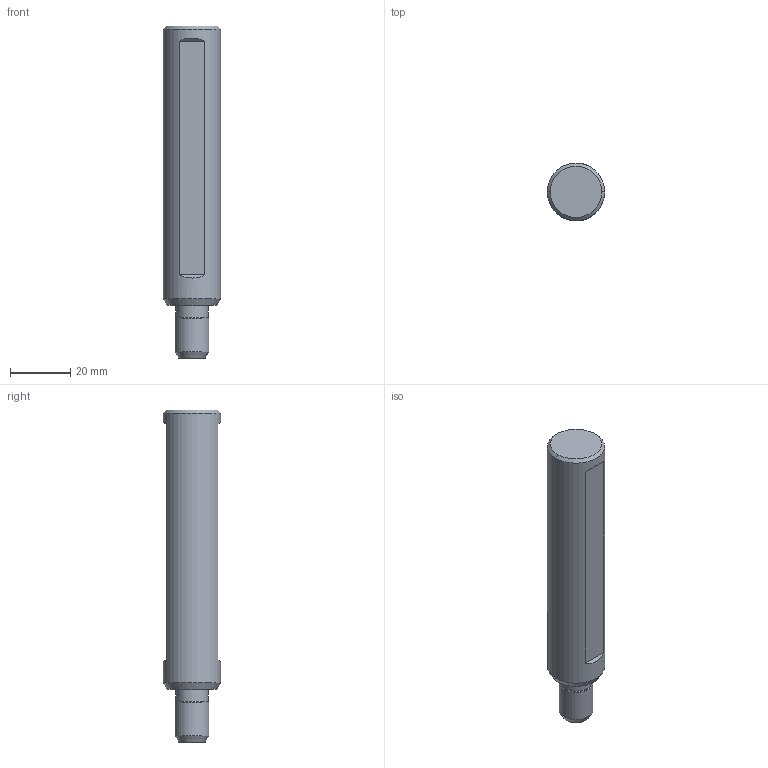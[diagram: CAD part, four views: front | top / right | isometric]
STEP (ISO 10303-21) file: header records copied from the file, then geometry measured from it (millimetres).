
FILE_DESCRIPTION(/* description */ (''),/* implementation_level */ '2;1');
FILE_NAME(/* name */ '1646639280716.stp',/* time_stamp */ '2022-03-07T13:18:22+06:00',/* author */ (''),/* organization */ ('SMS'),/* preprocessor_version */ 'ST-DEVELOPER v16.7',/* originating_system */ 'SIEMENS PLM Software NX 12.0',/* authorisation */ '');
FILE_SCHEMA (('AUTOMOTIVE_DESIGN { 1 0 10303 214 3 1 1 1 }'));
Length unit declared in the file: millimetre
Products named in the file (1): 202195705mod000_00
Bounding box: 19.04 x 19.04 x 110 mm (x, y, z)
Volume: 26107 mm3; surface area: 7121.2 mm2
Topology: 1 solids, 1 shells, 22 faces, 51 edges, 37 vertices
Faces by surface type: plane 9, cone 6, cylinder 4, torus 3
Full cylindrical faces by diameter (mm): 6.016 x1, 10.7 x1, 11.23 x1, 19.037 x1
Entity records: 743 total; most frequent: CARTESIAN_POINT 136, DIRECTION 118, ORIENTED_EDGE 98, EDGE_CURVE 49, AXIS2_PLACEMENT_3D 47, VERTEX_POINT 46, EDGE_LOOP 38, FACE_BOUND 28
